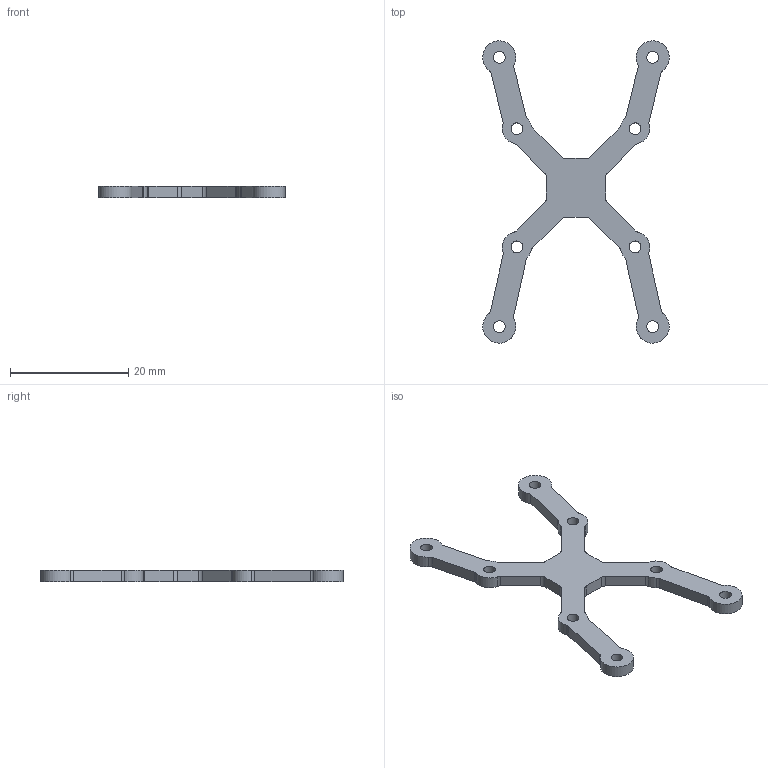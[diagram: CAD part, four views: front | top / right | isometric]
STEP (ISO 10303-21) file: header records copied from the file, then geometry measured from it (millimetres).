
FILE_DESCRIPTION(/* description */ (''),/* implementation_level */ '2;1');
FILE_NAME(/* name */ 'PAVO20_PRO_MOONLIGHT_BASE_2MM.step',/* time_stamp */ '2025-04-21T11:39:08+10:00',/* author */ (''),/* organization */ (''),/* preprocessor_version */ 'ST-DEVELOPER v20.1',/* originating_system */ 'Autodesk Translation Framework v14.4.0.0',/* authorisation */ '');
FILE_SCHEMA (('AUTOMOTIVE_DESIGN { 1 0 10303 214 3 1 1 }'));
Length unit declared in the file: millimetre
Products named in the file (1): base
Bounding box: 31.6 x 51.19 x 2 mm (x, y, z)
Volume: 961.7 mm3; surface area: 1528 mm2
Topology: 1 solids, 1 shells, 72 faces, 210 edges, 140 vertices
Faces by surface type: cylinder 50, plane 22
Full cylindrical faces by diameter (mm): 2 x8
Entity records: 2506 total; most frequent: DIRECTION 456, CARTESIAN_POINT 423, ORIENTED_EDGE 420, EDGE_CURVE 210, AXIS2_PLACEMENT_3D 173, VERTEX_POINT 140, LINE 110, VECTOR 110
